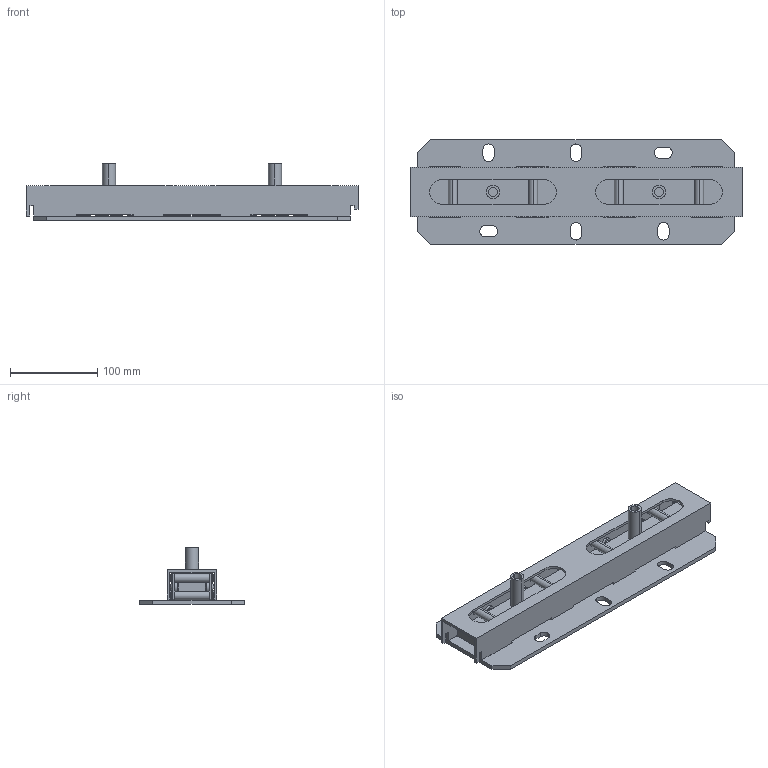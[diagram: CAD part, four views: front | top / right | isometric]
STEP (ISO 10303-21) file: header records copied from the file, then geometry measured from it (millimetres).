
FILE_DESCRIPTION (( 'STEP AP214' ), '1' );
FILE_NAME ('R954-158.STEP', '2024-07-04T09:10:51', ( '' ), ( '' ), 'SwSTEP 2.0', 'SolidWorks 2024', '' );
FILE_SCHEMA (( 'AUTOMOTIVE_DESIGN' ));
Length unit declared in the file: millimetre
Products named in the file (1): R954-158
Bounding box: 380 x 120 x 65 mm (x, y, z)
Surface area: 268378.2 mm2 (no closed solid volume)
Topology: 0 solids, 30 shells, 542 faces, 1376 edges, 888 vertices
Faces by surface type: plane 282, cylinder 130, sphere 70, cone 56, torus 4
Entity records: 20127 total; most frequent: CARTESIAN_POINT 6877, DIRECTION 2696, ORIENTED_EDGE 2636, EDGE_CURVE 1322, AXIS2_PLACEMENT_3D 913, LINE 870, VECTOR 870, VERTEX_POINT 856
